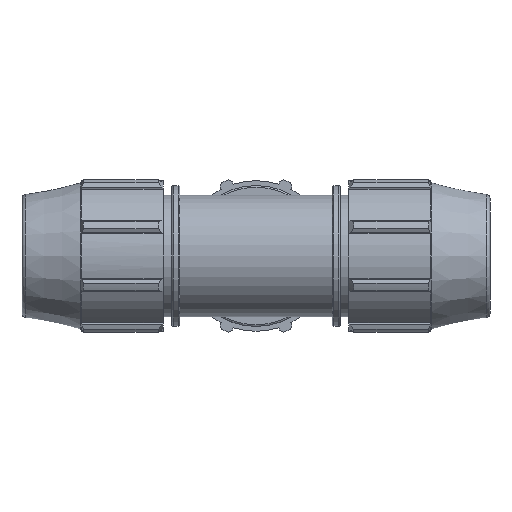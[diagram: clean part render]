
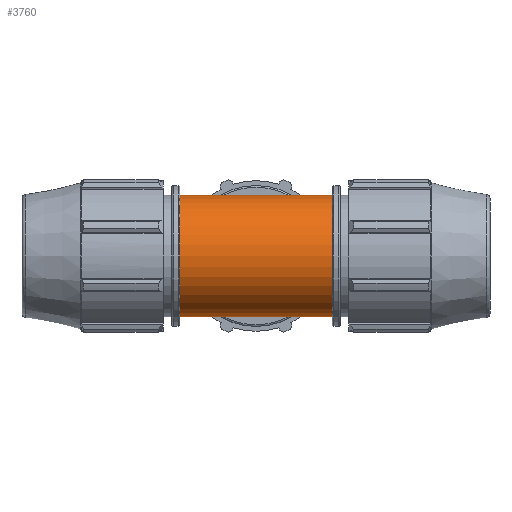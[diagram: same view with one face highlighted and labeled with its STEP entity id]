
A CAD part, front view. The second image highlights one B-rep face of the part: STEP entity #3760.
In plain terms, the highlighted cylindrical face has radius 24 mm (diameter 48 mm), a full revolution.
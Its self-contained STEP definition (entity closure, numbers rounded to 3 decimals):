
#823=FACE_BOUND('',#1095,.T.);
#824=FACE_BOUND('',#1096,.T.);
#877=ELLIPSE('',#3981,33.941,24.);
#878=ELLIPSE('',#3982,33.941,24.);
#880=FACE_OUTER_BOUND('',#1094,.T.);
#1094=EDGE_LOOP('',(#2425));
#1095=EDGE_LOOP('',(#2426));
#1096=EDGE_LOOP('',(#2427,#2428));
#1359=CIRCLE('',#3979,24.);
#1360=CIRCLE('',#3980,24.);
#1521=VERTEX_POINT('',#5402);
#1522=VERTEX_POINT('',#5404);
#1523=VERTEX_POINT('',#5406);
#1524=VERTEX_POINT('',#5407);
#1893=EDGE_CURVE('',#1521,#1521,#1359,.T.);
#1894=EDGE_CURVE('',#1522,#1522,#1360,.T.);
#1895=EDGE_CURVE('',#1523,#1524,#877,.T.);
#1896=EDGE_CURVE('',#1524,#1523,#878,.T.);
#2425=ORIENTED_EDGE('',*,*,#1893,.F.);
#2426=ORIENTED_EDGE('',*,*,#1894,.F.);
#2427=ORIENTED_EDGE('',*,*,#1895,.T.);
#2428=ORIENTED_EDGE('',*,*,#1896,.T.);
#3486=CYLINDRICAL_SURFACE('',#3978,24.);
#3760=ADVANCED_FACE('',(#880,#823,#824),#3486,.T.);
#3978=AXIS2_PLACEMENT_3D('',#5401,#4361,#4362);
#3979=AXIS2_PLACEMENT_3D('',#5403,#4363,#4364);
#3980=AXIS2_PLACEMENT_3D('',#5405,#4365,#4366);
#3981=AXIS2_PLACEMENT_3D('',#5408,#4367,#4368);
#3982=AXIS2_PLACEMENT_3D('',#5409,#4369,#4370);
#4361=DIRECTION('center_axis',(-1.,0.,0.));
#4362=DIRECTION('ref_axis',(0.,-1.,0.));
#4363=DIRECTION('center_axis',(-1.,0.,0.));
#4364=DIRECTION('ref_axis',(0.,0.,-1.));
#4365=DIRECTION('center_axis',(1.,0.,0.));
#4366=DIRECTION('ref_axis',(0.,0.,-1.));
#4367=DIRECTION('center_axis',(0.707,-0.707,0.));
#4368=DIRECTION('ref_axis',(-0.707,-0.707,0.));
#4369=DIRECTION('center_axis',(-0.707,-0.707,0.));
#4370=DIRECTION('ref_axis',(-0.707,0.707,0.));
#5401=CARTESIAN_POINT('Origin',(-27.825,0.,0.));
#5402=CARTESIAN_POINT('',(-30.15,-24.,0.));
#5403=CARTESIAN_POINT('Origin',(-30.15,0.,0.));
#5404=CARTESIAN_POINT('',(30.15,24.,0.));
#5405=CARTESIAN_POINT('Origin',(30.15,0.,0.));
#5406=CARTESIAN_POINT('',(0.,0.,-24.));
#5407=CARTESIAN_POINT('',(0.,0.,24.));
#5408=CARTESIAN_POINT('Origin',(0.,0.,0.));
#5409=CARTESIAN_POINT('Origin',(0.,0.,0.));
